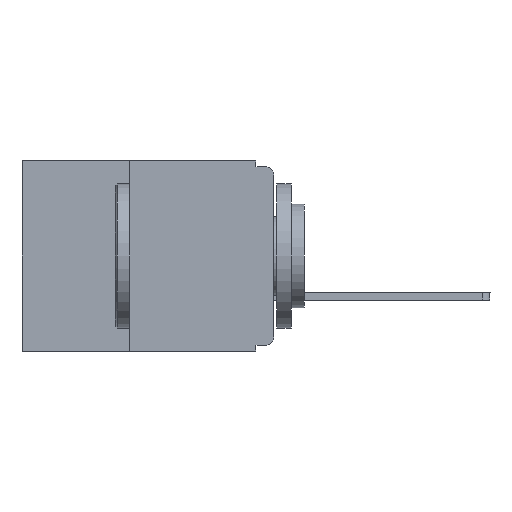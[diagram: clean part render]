
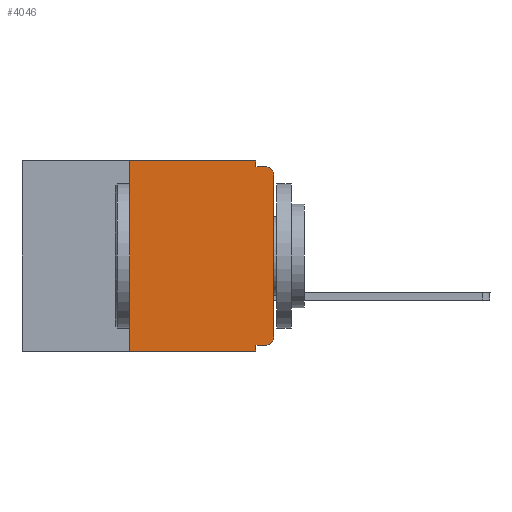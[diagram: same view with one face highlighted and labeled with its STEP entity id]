
A CAD part, left-side view. The second image highlights one B-rep face of the part: STEP entity #4046.
In plain terms, the highlighted planar face has unit normal (-1, 0, 0).
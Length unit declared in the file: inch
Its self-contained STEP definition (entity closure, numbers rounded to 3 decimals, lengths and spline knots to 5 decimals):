
#52 = ORIENTED_EDGE ( 'NONE', *, *, #7355, .T. ) ;
#209 = VERTEX_POINT ( 'NONE', #10461 ) ;
#584 = CARTESIAN_POINT ( 'NONE',  ( 0., 0., -0.025 ) ) ;
#613 = ORIENTED_EDGE ( 'NONE', *, *, #7166, .F. ) ;
#938 = DIRECTION ( 'NONE',  ( 0., 0., 1. ) ) ;
#978 = CARTESIAN_POINT ( 'NONE',  ( 0., 0.25, -0.33 ) ) ;
#1148 = VECTOR ( 'NONE', #938, 39.37008 ) ;
#1286 = VECTOR ( 'NONE', #11625, 39.37008 ) ;
#1337 = PLANE ( 'NONE',  #6762 ) ;
#1599 = CARTESIAN_POINT ( 'NONE',  ( 0., 0.437, -0.33 ) ) ;
#1989 = LINE ( 'NONE', #10490, #2268 ) ;
#2010 = VECTOR ( 'NONE', #9647, 39.37008 ) ;
#2106 = DIRECTION ( 'NONE',  ( 0., 0., -1. ) ) ;
#2179 = CARTESIAN_POINT ( 'NONE',  ( 0., 0.015, -0.025 ) ) ;
#2216 = DIRECTION ( 'NONE',  ( 0., 0., -1. ) ) ;
#2268 = VECTOR ( 'NONE', #10535, 39.37008 ) ;
#2447 = VECTOR ( 'NONE', #7470, 39.37008 ) ;
#2512 = ORIENTED_EDGE ( 'NONE', *, *, #7930, .F. ) ;
#2745 = VERTEX_POINT ( 'NONE', #10965 ) ;
#2756 = EDGE_CURVE ( 'NONE', #9930, #11735, #5458, .T. ) ;
#2970 = AXIS2_PLACEMENT_3D ( 'NONE', #2179, #3002, #2106 ) ;
#3002 = DIRECTION ( 'NONE',  ( -1., 0., 0. ) ) ;
#3098 = EDGE_CURVE ( 'NONE', #8197, #209, #5151, .T. ) ;
#3506 = DIRECTION ( 'NONE',  ( -1., 0., 0. ) ) ;
#3577 = EDGE_CURVE ( 'NONE', #7853, #5595, #1989, .T. ) ;
#4045 = CARTESIAN_POINT ( 'NONE',  ( 0., 0.437, 0. ) ) ;
#4046 = ADVANCED_FACE ( 'NONE', ( #10430 ), #1337, .F. ) ;
#4227 = CIRCLE ( 'NONE', #2970, 0.015 ) ;
#4536 = CARTESIAN_POINT ( 'NONE',  ( 0., 0., -0.305 ) ) ;
#4572 = VECTOR ( 'NONE', #10848, 39.37008 ) ;
#4777 = ORIENTED_EDGE ( 'NONE', *, *, #5922, .T. ) ;
#5046 = DIRECTION ( 'NONE',  ( 1., 0., 0. ) ) ;
#5151 = LINE ( 'NONE', #978, #1148 ) ;
#5230 = CARTESIAN_POINT ( 'NONE',  ( 0., 0., -0.01 ) ) ;
#5271 = CARTESIAN_POINT ( 'NONE',  ( 0., 0.031, -0.01 ) ) ;
#5458 = LINE ( 'NONE', #9417, #2447 ) ;
#5510 = VERTEX_POINT ( 'NONE', #6958 ) ;
#5585 = ORIENTED_EDGE ( 'NONE', *, *, #3577, .F. ) ;
#5595 = VERTEX_POINT ( 'NONE', #7167 ) ;
#5863 = CIRCLE ( 'NONE', #6837, 0.015 ) ;
#5922 = EDGE_CURVE ( 'NONE', #7822, #5510, #4227, .T. ) ;
#6154 = ORIENTED_EDGE ( 'NONE', *, *, #3098, .F. ) ;
#6237 = CARTESIAN_POINT ( 'NONE',  ( 0., 0.031, -0.33 ) ) ;
#6321 = DIRECTION ( 'NONE',  ( 0., 0., 1. ) ) ;
#6418 = CARTESIAN_POINT ( 'NONE',  ( 0., 0.031, 0. ) ) ;
#6438 = LINE ( 'NONE', #1599, #1286 ) ;
#6714 = ORIENTED_EDGE ( 'NONE', *, *, #2756, .F. ) ;
#6762 = AXIS2_PLACEMENT_3D ( 'NONE', #10502, #5046, #2216 ) ;
#6837 = AXIS2_PLACEMENT_3D ( 'NONE', #11800, #3506, #9941 ) ;
#6874 = EDGE_CURVE ( 'NONE', #7853, #7947, #5863, .T. ) ;
#6958 = CARTESIAN_POINT ( 'NONE',  ( 0., 0.015, -0.01 ) ) ;
#7166 = EDGE_CURVE ( 'NONE', #209, #9930, #8485, .T. ) ;
#7167 = CARTESIAN_POINT ( 'NONE',  ( 0., 0.031, -0.32 ) ) ;
#7355 = EDGE_CURVE ( 'NONE', #8197, #2745, #6438, .T. ) ;
#7470 = DIRECTION ( 'NONE',  ( 0., 0., -1. ) ) ;
#7522 = EDGE_CURVE ( 'NONE', #5595, #2745, #11038, .T. ) ;
#7685 = CARTESIAN_POINT ( 'NONE',  ( 0., 0.25, -0.33 ) ) ;
#7822 = VERTEX_POINT ( 'NONE', #584 ) ;
#7853 = VERTEX_POINT ( 'NONE', #8930 ) ;
#7930 = EDGE_CURVE ( 'NONE', #11735, #5510, #10593, .T. ) ;
#7947 = VERTEX_POINT ( 'NONE', #4536 ) ;
#8197 = VERTEX_POINT ( 'NONE', #7685 ) ;
#8485 = LINE ( 'NONE', #4045, #2010 ) ;
#8930 = CARTESIAN_POINT ( 'NONE',  ( 0., 0.015, -0.32 ) ) ;
#9143 = VECTOR ( 'NONE', #6321, 39.37008 ) ;
#9190 = EDGE_CURVE ( 'NONE', #7947, #7822, #10699, .T. ) ;
#9417 = CARTESIAN_POINT ( 'NONE',  ( 0., 0.031, 0. ) ) ;
#9647 = DIRECTION ( 'NONE',  ( 0., -1., 0. ) ) ;
#9734 = VECTOR ( 'NONE', #10714, 39.37008 ) ;
#9899 = CARTESIAN_POINT ( 'NONE',  ( 0., 0., 0. ) ) ;
#9930 = VERTEX_POINT ( 'NONE', #6418 ) ;
#9941 = DIRECTION ( 'NONE',  ( 0., 0., -1. ) ) ;
#10090 = EDGE_LOOP ( 'NONE', ( #10397, #4777, #2512, #6714, #613, #6154, #52, #11225, #5585, #11113 ) ) ;
#10397 = ORIENTED_EDGE ( 'NONE', *, *, #9190, .T. ) ;
#10430 = FACE_OUTER_BOUND ( 'NONE', #10090, .T. ) ;
#10461 = CARTESIAN_POINT ( 'NONE',  ( 0., 0.25, 0. ) ) ;
#10490 = CARTESIAN_POINT ( 'NONE',  ( 0., 0., -0.32 ) ) ;
#10502 = CARTESIAN_POINT ( 'NONE',  ( 0., 0.437, 0. ) ) ;
#10535 = DIRECTION ( 'NONE',  ( 0., 1., 0. ) ) ;
#10593 = LINE ( 'NONE', #5230, #9734 ) ;
#10699 = LINE ( 'NONE', #9899, #9143 ) ;
#10714 = DIRECTION ( 'NONE',  ( 0., -1., 0. ) ) ;
#10848 = DIRECTION ( 'NONE',  ( 0., 0., -1. ) ) ;
#10965 = CARTESIAN_POINT ( 'NONE',  ( 0., 0.031, -0.33 ) ) ;
#11038 = LINE ( 'NONE', #6237, #4572 ) ;
#11113 = ORIENTED_EDGE ( 'NONE', *, *, #6874, .T. ) ;
#11225 = ORIENTED_EDGE ( 'NONE', *, *, #7522, .F. ) ;
#11625 = DIRECTION ( 'NONE',  ( 0., -1., 0. ) ) ;
#11735 = VERTEX_POINT ( 'NONE', #5271 ) ;
#11800 = CARTESIAN_POINT ( 'NONE',  ( 0., 0.015, -0.305 ) ) ;
